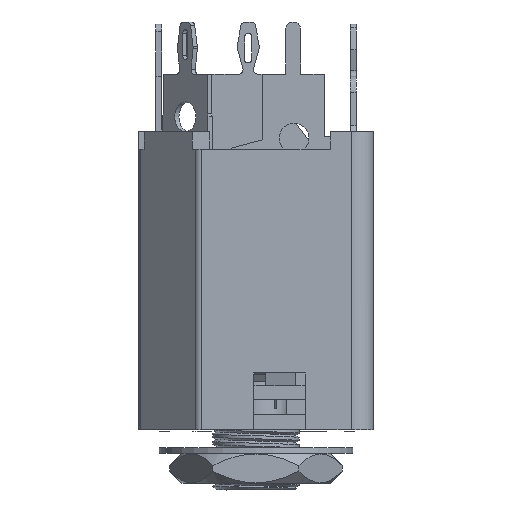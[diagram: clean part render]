
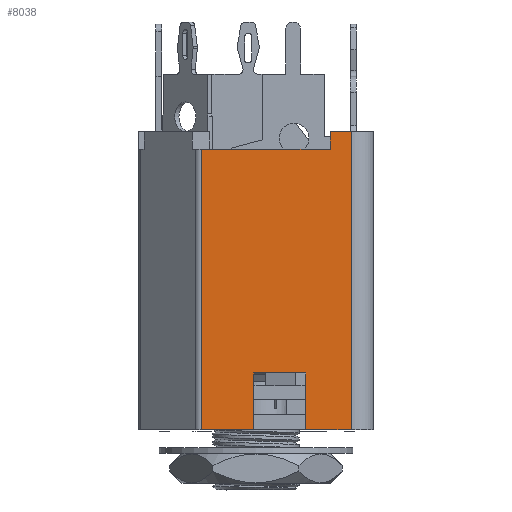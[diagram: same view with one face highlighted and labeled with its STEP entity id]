
A CAD part, front view. The second image highlights one B-rep face of the part: STEP entity #8038.
In plain terms, the highlighted planar face has unit normal (0, -1, 0).
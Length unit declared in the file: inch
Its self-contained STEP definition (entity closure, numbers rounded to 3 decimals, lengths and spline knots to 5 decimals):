
#451=LINE('',#11748,#1470);
#459=LINE('',#11768,#1478);
#460=LINE('',#11770,#1479);
#461=LINE('',#11772,#1480);
#462=LINE('',#11774,#1481);
#463=LINE('',#11776,#1482);
#464=LINE('',#11778,#1483);
#465=LINE('',#11780,#1484);
#466=LINE('',#11782,#1485);
#467=LINE('',#11783,#1486);
#1470=VECTOR('',#9038,0.74016);
#1478=VECTOR('',#9058,0.1383);
#1479=VECTOR('',#9059,0.14961);
#1480=VECTOR('',#9060,0.1378);
#1481=VECTOR('',#9061,0.14961);
#1482=VECTOR('',#9062,0.11969);
#1483=VECTOR('',#9063,0.7874);
#1484=VECTOR('',#9064,0.05512);
#1485=VECTOR('',#9065,0.04724);
#1486=VECTOR('',#9066,0.34067);
#2397=FACE_OUTER_BOUND('',#2686,.T.);
#2686=EDGE_LOOP('',(#5840,#5841,#5842,#5843,#5844,#5845,#5846,#5847,#5848,
#5849));
#3408=VERTEX_POINT('',#11745);
#3409=VERTEX_POINT('',#11747);
#3415=VERTEX_POINT('',#11767);
#3416=VERTEX_POINT('',#11769);
#3417=VERTEX_POINT('',#11771);
#3418=VERTEX_POINT('',#11773);
#3419=VERTEX_POINT('',#11775);
#3420=VERTEX_POINT('',#11777);
#3421=VERTEX_POINT('',#11779);
#3422=VERTEX_POINT('',#11781);
#4473=EDGE_CURVE('',#3408,#3409,#451,.T.);
#4484=EDGE_CURVE('',#3415,#3408,#459,.T.);
#4485=EDGE_CURVE('',#3415,#3416,#460,.T.);
#4486=EDGE_CURVE('',#3416,#3417,#461,.T.);
#4487=EDGE_CURVE('',#3417,#3418,#462,.T.);
#4488=EDGE_CURVE('',#3419,#3418,#463,.T.);
#4489=EDGE_CURVE('',#3420,#3419,#464,.T.);
#4490=EDGE_CURVE('',#3420,#3421,#465,.T.);
#4491=EDGE_CURVE('',#3422,#3421,#466,.T.);
#4492=EDGE_CURVE('',#3422,#3409,#467,.T.);
#5840=ORIENTED_EDGE('',*,*,#4473,.F.);
#5841=ORIENTED_EDGE('',*,*,#4484,.F.);
#5842=ORIENTED_EDGE('',*,*,#4485,.T.);
#5843=ORIENTED_EDGE('',*,*,#4486,.T.);
#5844=ORIENTED_EDGE('',*,*,#4487,.T.);
#5845=ORIENTED_EDGE('',*,*,#4488,.F.);
#5846=ORIENTED_EDGE('',*,*,#4489,.F.);
#5847=ORIENTED_EDGE('',*,*,#4490,.T.);
#5848=ORIENTED_EDGE('',*,*,#4491,.F.);
#5849=ORIENTED_EDGE('',*,*,#4492,.T.);
#7534=PLANE('',#8368);
#8038=ADVANCED_FACE('',(#2397),#7534,.T.);
#8368=AXIS2_PLACEMENT_3D('',#11766,#9056,#9057);
#9038=DIRECTION('',(0.,0.,1.));
#9056=DIRECTION('center_axis',(0.,-1.,0.));
#9057=DIRECTION('ref_axis',(0.,0.,-1.));
#9058=DIRECTION('',(-1.,0.,0.));
#9059=DIRECTION('',(0.,0.,1.));
#9060=DIRECTION('',(1.,0.,0.));
#9061=DIRECTION('',(0.,0.,-1.));
#9062=DIRECTION('',(-1.,0.,0.));
#9063=DIRECTION('',(0.,0.,-1.));
#9064=DIRECTION('',(-1.,0.,0.));
#9065=DIRECTION('',(0.,0.,1.));
#9066=DIRECTION('',(-1.,0.,0.));
#11745=CARTESIAN_POINT('',(0.16563,-0.19872,0.));
#11747=CARTESIAN_POINT('',(0.16563,-0.19872,0.74016));
#11748=CARTESIAN_POINT('',(0.16563,-0.19872,0.));
#11766=CARTESIAN_POINT('Origin',(0.62047,-0.19872,0.));
#11767=CARTESIAN_POINT('',(0.30394,-0.19872,0.));
#11768=CARTESIAN_POINT('',(0.30394,-0.19872,0.));
#11769=CARTESIAN_POINT('',(0.30394,-0.19872,0.14961));
#11770=CARTESIAN_POINT('',(0.30394,-0.19872,0.));
#11771=CARTESIAN_POINT('',(0.44173,-0.19872,0.14961));
#11772=CARTESIAN_POINT('',(0.30394,-0.19872,0.14961));
#11773=CARTESIAN_POINT('',(0.44173,-0.19872,0.));
#11774=CARTESIAN_POINT('',(0.44173,-0.19872,0.14961));
#11775=CARTESIAN_POINT('',(0.56142,-0.19872,0.));
#11776=CARTESIAN_POINT('',(0.56142,-0.19872,0.));
#11777=CARTESIAN_POINT('',(0.56142,-0.19872,0.7874));
#11778=CARTESIAN_POINT('',(0.56142,-0.19872,0.7874));
#11779=CARTESIAN_POINT('',(0.5063,-0.19872,0.7874));
#11780=CARTESIAN_POINT('',(0.56142,-0.19872,0.7874));
#11781=CARTESIAN_POINT('',(0.5063,-0.19872,0.74016));
#11782=CARTESIAN_POINT('',(0.5063,-0.19872,0.74016));
#11783=CARTESIAN_POINT('',(0.5063,-0.19872,0.74016));
